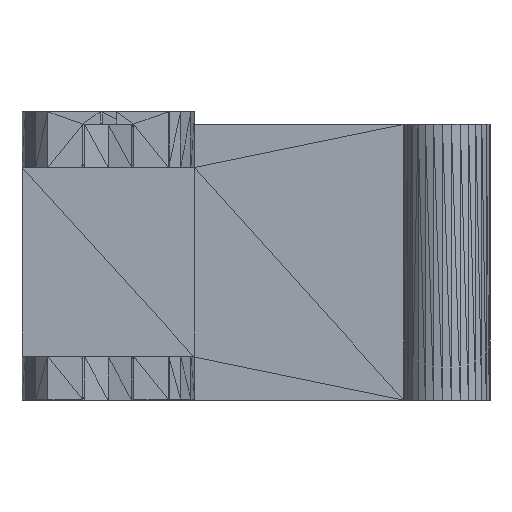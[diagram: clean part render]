
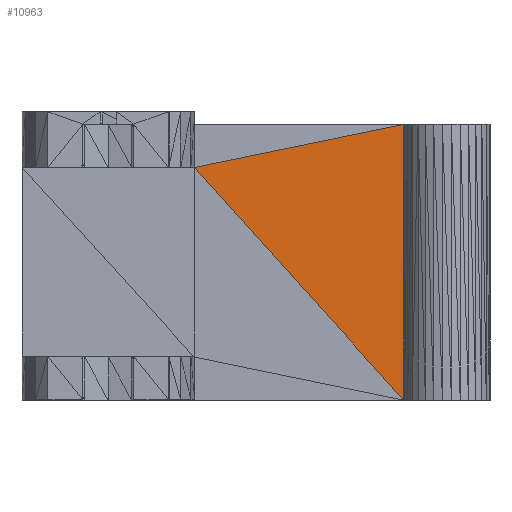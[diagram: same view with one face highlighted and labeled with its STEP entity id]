
A CAD part, top view. The second image highlights one B-rep face of the part: STEP entity #10963.
In plain terms, the highlighted planar face has unit normal (0, 0, 1).
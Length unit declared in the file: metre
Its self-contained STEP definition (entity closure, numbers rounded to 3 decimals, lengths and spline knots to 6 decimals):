
#926 = VERTEX_POINT('',#927);
#927 = CARTESIAN_POINT('',(7.,18.9,-10.3));
#2686 = PLANE('',#2687);
#2687 = AXIS2_PLACEMENT_3D('',#2688,#2689,#2690);
#2688 = CARTESIAN_POINT('',(13.25645,7.614862,-10.3));
#2689 = DIRECTION('',(0.,0.,1.));
#2690 = DIRECTION('',(1.,0.,0.));
#4047 = VERTEX_POINT('',#4048);
#4048 = CARTESIAN_POINT('',(24.015,22.4,-10.3));
#4087 = PLANE('',#4088);
#4088 = AXIS2_PLACEMENT_3D('',#4089,#4090,#4091);
#4089 = CARTESIAN_POINT('',(24.034437,11.379938,
    -10.115107));
#4090 = DIRECTION('',(-0.995,0.,0.105
    ));
#4091 = DIRECTION('',(-0.105,0.,-0.995));
#4818 = VERTEX_POINT('',#4819);
#4819 = CARTESIAN_POINT('',(24.015,0.,-10.3));
#10854 = PLANE('',#10855);
#10855 = AXIS2_PLACEMENT_3D('',#10856,#10857,#10858);
#10856 = CARTESIAN_POINT('',(14.721562,21.435938,-10.3));
#10857 = DIRECTION('',(0.,0.,1.));
#10858 = DIRECTION('',(0.,1.,0.));
#10918 = EDGE_CURVE('',#926,#4047,#10919,.T.);
#10919 = SURFACE_CURVE('',#10920,(#10924,#10931),.PCURVE_S1.);
#10920 = LINE('',#10921,#10922);
#10921 = CARTESIAN_POINT('',(7.,18.9,-10.3));
#10922 = VECTOR('',#10923,1.);
#10923 = DIRECTION('',(0.979,0.201,0.));
#10924 = PCURVE('',#10854,#10925);
#10925 = DEFINITIONAL_REPRESENTATION('',(#10926),#10930);
#10926 = LINE('',#10927,#10928);
#10927 = CARTESIAN_POINT('',(-2.536,7.722));
#10928 = VECTOR('',#10929,1.);
#10929 = DIRECTION('',(0.201,-0.979));
#10930 = ( GEOMETRIC_REPRESENTATION_CONTEXT(2) 
PARAMETRIC_REPRESENTATION_CONTEXT() REPRESENTATION_CONTEXT('2D SPACE',''
  ) );
#10931 = PCURVE('',#10932,#10937);
#10932 = PLANE('',#10933);
#10933 = AXIS2_PLACEMENT_3D('',#10934,#10935,#10936);
#10934 = CARTESIAN_POINT('',(18.430235,13.035138,-10.3));
#10935 = DIRECTION('',(0.,0.,1.));
#10936 = DIRECTION('',(1.,0.,0.));
#10937 = DEFINITIONAL_REPRESENTATION('',(#10938),#10941);
#10938 = B_SPLINE_CURVE_WITH_KNOTS('',1,(#10939,#10940),.UNSPECIFIED.,
  .F.,.F.,(2,2),(0.,17.371247),.PIECEWISE_BEZIER_KNOTS.);
#10939 = CARTESIAN_POINT('',(-11.43,5.865));
#10940 = CARTESIAN_POINT('',(5.585,9.365));
#10941 = ( GEOMETRIC_REPRESENTATION_CONTEXT(2) 
PARAMETRIC_REPRESENTATION_CONTEXT() REPRESENTATION_CONTEXT('2D SPACE',''
  ) );
#10963 = ADVANCED_FACE('',(#10964),#10932,.T.);
#10964 = FACE_BOUND('',#10965,.T.);
#10965 = EDGE_LOOP('',(#10966,#10967,#10987));
#10966 = ORIENTED_EDGE('',*,*,#10918,.F.);
#10967 = ORIENTED_EDGE('',*,*,#10968,.T.);
#10968 = EDGE_CURVE('',#926,#4818,#10969,.T.);
#10969 = SURFACE_CURVE('',#10970,(#10974,#10981),.PCURVE_S1.);
#10970 = LINE('',#10971,#10972);
#10971 = CARTESIAN_POINT('',(7.,18.9,-10.3));
#10972 = VECTOR('',#10973,1.);
#10973 = DIRECTION('',(0.669,-0.743,0.));
#10974 = PCURVE('',#10932,#10975);
#10975 = DEFINITIONAL_REPRESENTATION('',(#10976),#10980);
#10976 = LINE('',#10977,#10978);
#10977 = CARTESIAN_POINT('',(-11.43,5.865));
#10978 = VECTOR('',#10979,1.);
#10979 = DIRECTION('',(0.669,-0.743));
#10980 = ( GEOMETRIC_REPRESENTATION_CONTEXT(2) 
PARAMETRIC_REPRESENTATION_CONTEXT() REPRESENTATION_CONTEXT('2D SPACE',''
  ) );
#10981 = PCURVE('',#2686,#10982);
#10982 = DEFINITIONAL_REPRESENTATION('',(#10983),#10986);
#10983 = B_SPLINE_CURVE_WITH_KNOTS('',1,(#10984,#10985),.UNSPECIFIED.,
  .F.,.F.,(2,2),(0.,25.430695),.PIECEWISE_BEZIER_KNOTS.);
#10984 = CARTESIAN_POINT('',(-6.256,11.285));
#10985 = CARTESIAN_POINT('',(10.759,-7.615));
#10986 = ( GEOMETRIC_REPRESENTATION_CONTEXT(2) 
PARAMETRIC_REPRESENTATION_CONTEXT() REPRESENTATION_CONTEXT('2D SPACE',''
  ) );
#10987 = ORIENTED_EDGE('',*,*,#10988,.T.);
#10988 = EDGE_CURVE('',#4818,#4047,#10989,.T.);
#10989 = SURFACE_CURVE('',#10990,(#10994,#11001),.PCURVE_S1.);
#10990 = LINE('',#10991,#10992);
#10991 = CARTESIAN_POINT('',(24.015,0.,-10.3));
#10992 = VECTOR('',#10993,1.);
#10993 = DIRECTION('',(0.,1.,0.));
#10994 = PCURVE('',#10932,#10995);
#10995 = DEFINITIONAL_REPRESENTATION('',(#10996),#11000);
#10996 = LINE('',#10997,#10998);
#10997 = CARTESIAN_POINT('',(5.585,-13.035));
#10998 = VECTOR('',#10999,1.);
#10999 = DIRECTION('',(0.,1.));
#11000 = ( GEOMETRIC_REPRESENTATION_CONTEXT(2) 
PARAMETRIC_REPRESENTATION_CONTEXT() REPRESENTATION_CONTEXT('2D SPACE',''
  ) );
#11001 = PCURVE('',#4087,#11002);
#11002 = DEFINITIONAL_REPRESENTATION('',(#11003),#11006);
#11003 = B_SPLINE_CURVE_WITH_KNOTS('',1,(#11004,#11005),.UNSPECIFIED.,
  .F.,.F.,(2,2),(0.,22.4),.PIECEWISE_BEZIER_KNOTS.);
#11004 = CARTESIAN_POINT('',(0.186,11.38));
#11005 = CARTESIAN_POINT('',(0.186,-11.02));
#11006 = ( GEOMETRIC_REPRESENTATION_CONTEXT(2) 
PARAMETRIC_REPRESENTATION_CONTEXT() REPRESENTATION_CONTEXT('2D SPACE',''
  ) );
